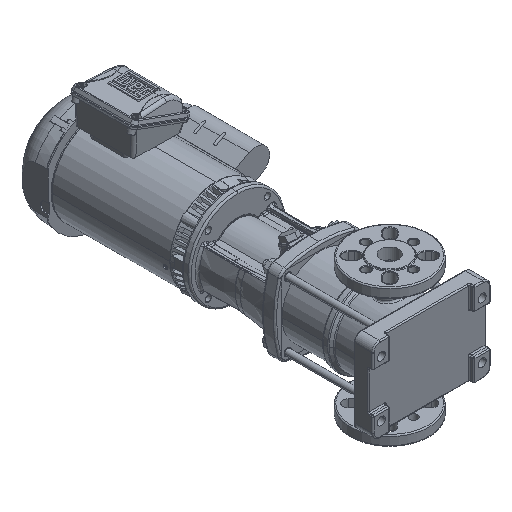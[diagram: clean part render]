
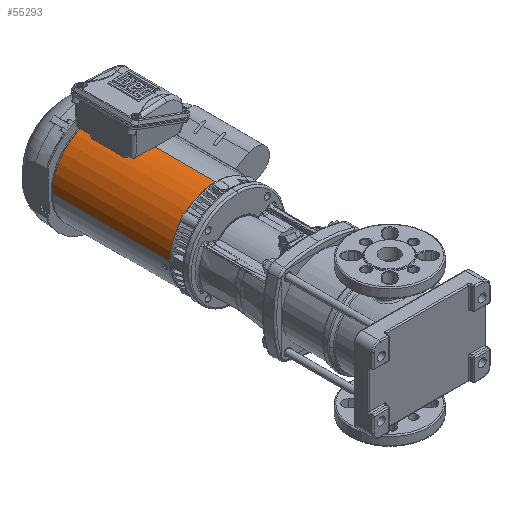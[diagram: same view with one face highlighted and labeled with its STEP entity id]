
A CAD part, isometric view. The second image highlights one B-rep face of the part: STEP entity #55293.
In plain terms, the highlighted cylindrical face has radius 81.875 mm (diameter 163.75 mm), a partial arc.
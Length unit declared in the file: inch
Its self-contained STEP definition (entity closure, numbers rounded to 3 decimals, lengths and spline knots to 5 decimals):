
#3149 = VECTOR ( 'NONE', #27880, 39.37008 ) ;
#11548 = DIRECTION ( 'NONE',  ( 1., 0., 0. ) ) ;
#11591 = AXIS2_PLACEMENT_3D ( 'NONE', #86070, #11548, #79519 ) ;
#11961 = ORIENTED_EDGE ( 'NONE', *, *, #38298, .T. ) ;
#17854 = CARTESIAN_POINT ( 'NONE',  ( 0., 0., 0. ) ) ;
#18367 = CARTESIAN_POINT ( 'NONE',  ( -8.26772, 0., 3.22343 ) ) ;
#18511 = DIRECTION ( 'NONE',  ( -1., 0., 0. ) ) ;
#21357 = CARTESIAN_POINT ( 'NONE',  ( 0., 0., 3.22343 ) ) ;
#26190 = EDGE_CURVE ( 'NONE', #101971, #83539, #91110, .T. ) ;
#27880 = DIRECTION ( 'NONE',  ( -1., 0., 0. ) ) ;
#34723 = ORIENTED_EDGE ( 'NONE', *, *, #80576, .T. ) ;
#35928 = CARTESIAN_POINT ( 'NONE',  ( 21.63732, 0., 0. ) ) ;
#38298 = EDGE_CURVE ( 'NONE', #101971, #71239, #106842, .T. ) ;
#40337 = CYLINDRICAL_SURFACE ( 'NONE', #49814, 3.22343 ) ;
#41241 = EDGE_CURVE ( 'NONE', #84920, #83539, #94983, .T. ) ;
#42923 = DIRECTION ( 'NONE',  ( 0., 0., -1. ) ) ;
#46754 = CARTESIAN_POINT ( 'NONE',  ( 0., -3.22343, 0.00056 ) ) ;
#49814 = AXIS2_PLACEMENT_3D ( 'NONE', #35928, #18511, #93023 ) ;
#55293 = ADVANCED_FACE ( 'NONE', ( #81644 ), #40337, .T. ) ;
#55826 = DIRECTION ( 'NONE',  ( -1., 0., 0. ) ) ;
#59763 = DIRECTION ( 'NONE',  ( -1., 0., 0. ) ) ;
#60507 = CARTESIAN_POINT ( 'NONE',  ( 21.63732, 0., 3.22343 ) ) ;
#61049 = LINE ( 'NONE', #60507, #3149 ) ;
#63462 = ORIENTED_EDGE ( 'NONE', *, *, #26190, .F. ) ;
#65055 = CARTESIAN_POINT ( 'NONE',  ( 21.63732, -3.22343, 0.00056 ) ) ;
#66874 = ORIENTED_EDGE ( 'NONE', *, *, #41241, .T. ) ;
#71239 = VERTEX_POINT ( 'NONE', #21357 ) ;
#79519 = DIRECTION ( 'NONE',  ( 0., 0., 1. ) ) ;
#80576 = EDGE_CURVE ( 'NONE', #71239, #84920, #61049, .T. ) ;
#81644 = FACE_OUTER_BOUND ( 'NONE', #100658, .T. ) ;
#83539 = VERTEX_POINT ( 'NONE', #97503 ) ;
#84920 = VERTEX_POINT ( 'NONE', #18367 ) ;
#86070 = CARTESIAN_POINT ( 'NONE',  ( -8.26772, 0., 0. ) ) ;
#86920 = VECTOR ( 'NONE', #55826, 39.37008 ) ;
#91110 = LINE ( 'NONE', #65055, #86920 ) ;
#92970 = AXIS2_PLACEMENT_3D ( 'NONE', #17854, #59763, #42923 ) ;
#93023 = DIRECTION ( 'NONE',  ( 0., 0., 1. ) ) ;
#94983 = CIRCLE ( 'NONE', #11591, 3.22343 ) ;
#97503 = CARTESIAN_POINT ( 'NONE',  ( -8.26772, -3.22343, 0.00056 ) ) ;
#100658 = EDGE_LOOP ( 'NONE', ( #11961, #34723, #66874, #63462 ) ) ;
#101971 = VERTEX_POINT ( 'NONE', #46754 ) ;
#106842 = CIRCLE ( 'NONE', #92970, 3.22343 ) ;
